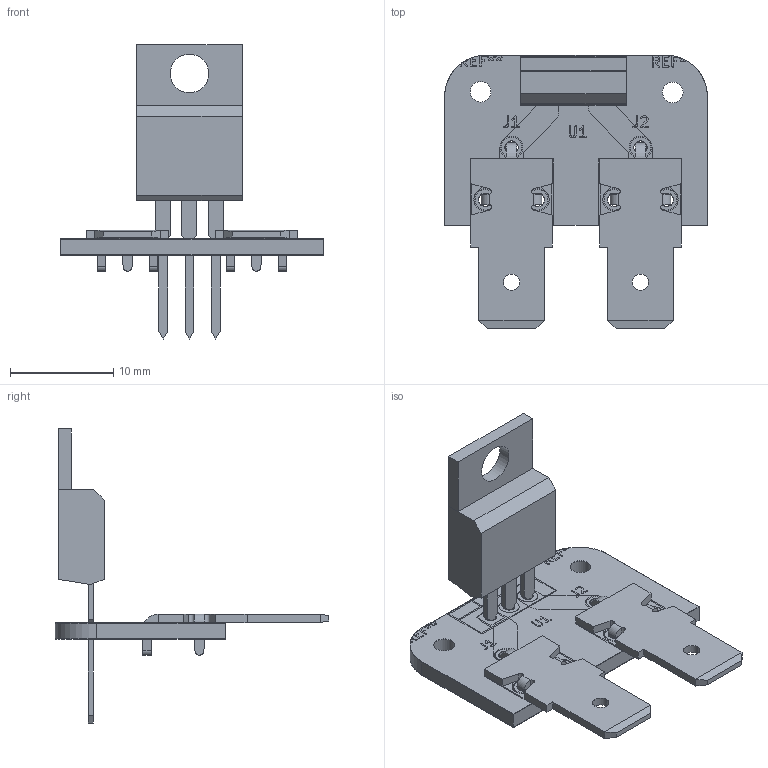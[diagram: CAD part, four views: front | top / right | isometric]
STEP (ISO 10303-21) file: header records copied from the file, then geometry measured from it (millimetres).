
FILE_DESCRIPTION(('KiCad electronic assembly'),'2;1');
FILE_NAME('aots_crimp.step','2025-08-06T08:57:00',('Pcbnew'),('Kicad'), 'Open CASCADE STEP processor 7.5','KiCad to STEP converter','Unknown' );
FILE_SCHEMA(('AUTOMOTIVE_DESIGN { 1 0 10303 214 1 1 1 1 }'));
Length unit declared in the file: millimetre
Products named in the file (7): aots_crimp 1; TO-220-3_Vertical; 4910; aots_crimp_copper; aots_crimp_silkscreen; aots_crimp_soldermask; aots_crimp_PCB
Assembly tree (7 placements, depth 2):
  aots_crimp 1
    TO-220-3_Vertical
    4910  x2
    aots_crimp_copper
    aots_crimp_silkscreen
    aots_crimp_soldermask
    aots_crimp_PCB
Bounding box: 25.5 x 26.54 x 28.52 mm (x, y, z)
Volume: 1280.2 mm3; surface area: 3261.3 mm2
Topology: 7 solids, 31 shells, 360 faces, 1167 edges, 872 vertices
Faces by surface type: plane 262, cylinder 98
Full cylindrical faces by diameter (mm): 1.05 x3, 1.1 x6, 1.27 x6, 1.32 x12, 1.98 x12, 2 x2, 3.735 x1
Entity records: 10923 total; most frequent: CARTESIAN_POINT 2022, DIRECTION 1823, ORIENTED_EDGE 1614, EDGE_CURVE 976, VERTEX_POINT 754, LINE 713, VECTOR 713, AXIS2_PLACEMENT_3D 555
